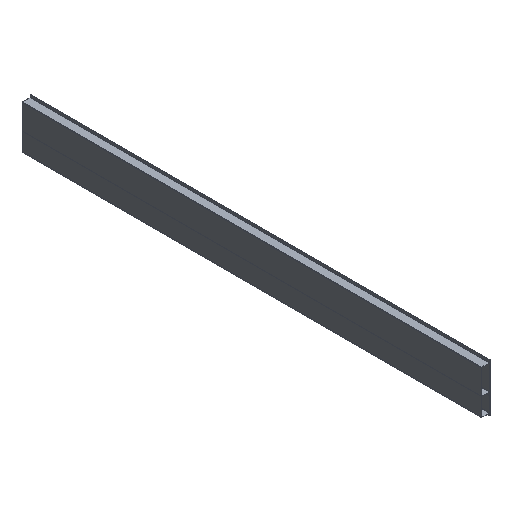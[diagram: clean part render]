
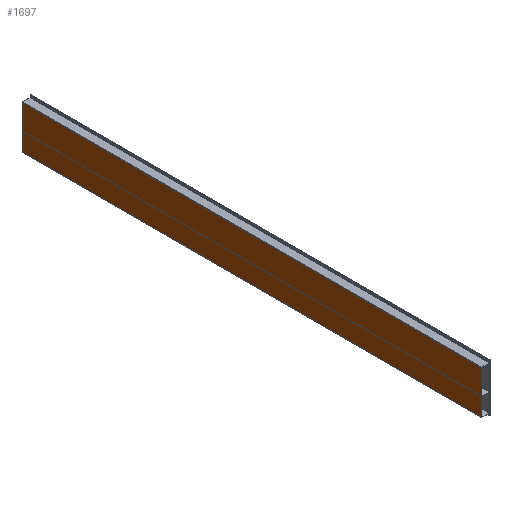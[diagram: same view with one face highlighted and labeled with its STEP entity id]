
A CAD part, isometric view. The second image highlights one B-rep face of the part: STEP entity #1697.
In plain terms, the highlighted face is planar.
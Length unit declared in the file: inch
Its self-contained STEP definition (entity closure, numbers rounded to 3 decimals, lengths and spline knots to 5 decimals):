
#71 = VERTEX_POINT ( 'NONE', #772 ) ;
#225 = VECTOR ( 'NONE', #879, 39.37008 ) ;
#262 = VECTOR ( 'NONE', #985, 39.37008 ) ;
#419 = LINE ( 'NONE', #1270, #2037 ) ;
#456 = CARTESIAN_POINT ( 'NONE',  ( 3.66142, 1.41732, 39.37008 ) ) ;
#566 = DIRECTION ( 'NONE',  ( 0., 0., -1. ) ) ;
#586 = EDGE_CURVE ( 'NONE', #71, #1545, #700, .T. ) ;
#604 = VERTEX_POINT ( 'NONE', #1089 ) ;
#696 = EDGE_CURVE ( 'NONE', #850, #604, #1430, .T. ) ;
#700 = LINE ( 'NONE', #1152, #262 ) ;
#708 = CARTESIAN_POINT ( 'NONE',  ( -3.74016, 1.41732, 39.37008 ) ) ;
#725 = CARTESIAN_POINT ( 'NONE',  ( -3.66142, 1.41732, 39.37008 ) ) ;
#729 = ORIENTED_EDGE ( 'NONE', *, *, #586, .T. ) ;
#744 = ORIENTED_EDGE ( 'NONE', *, *, #1012, .T. ) ;
#770 = DIRECTION ( 'NONE',  ( 0., 1., 0. ) ) ;
#772 = CARTESIAN_POINT ( 'NONE',  ( -3.66142, 1.41732, -39.37008 ) ) ;
#850 = VERTEX_POINT ( 'NONE', #1066 ) ;
#879 = DIRECTION ( 'NONE',  ( 1., 0., 0. ) ) ;
#897 = FACE_OUTER_BOUND ( 'NONE', #1069, .T. ) ;
#943 = ORIENTED_EDGE ( 'NONE', *, *, #1479, .T. ) ;
#985 = DIRECTION ( 'NONE',  ( 0., 0., 1. ) ) ;
#1012 = EDGE_CURVE ( 'NONE', #604, #71, #419, .T. ) ;
#1066 = CARTESIAN_POINT ( 'NONE',  ( 3.66142, 1.41732, 39.37008 ) ) ;
#1069 = EDGE_LOOP ( 'NONE', ( #943, #1385, #744, #729 ) ) ;
#1089 = CARTESIAN_POINT ( 'NONE',  ( 3.66142, 1.41732, -39.37008 ) ) ;
#1097 = AXIS2_PLACEMENT_3D ( 'NONE', #1712, #770, #1845 ) ;
#1138 = DIRECTION ( 'NONE',  ( -1., 0., 0. ) ) ;
#1152 = CARTESIAN_POINT ( 'NONE',  ( -3.66142, 1.41732, 39.37008 ) ) ;
#1270 = CARTESIAN_POINT ( 'NONE',  ( -3.74016, 1.41732, -39.37008 ) ) ;
#1385 = ORIENTED_EDGE ( 'NONE', *, *, #696, .T. ) ;
#1430 = LINE ( 'NONE', #456, #1695 ) ;
#1479 = EDGE_CURVE ( 'NONE', #1545, #850, #1526, .T. ) ;
#1526 = LINE ( 'NONE', #708, #225 ) ;
#1545 = VERTEX_POINT ( 'NONE', #725 ) ;
#1693 = PLANE ( 'NONE',  #1097 ) ;
#1695 = VECTOR ( 'NONE', #566, 39.37008 ) ;
#1697 = ADVANCED_FACE ( 'NONE', ( #897 ), #1693, .T. ) ;
#1712 = CARTESIAN_POINT ( 'NONE',  ( -3.74016, 1.41732, 39.37008 ) ) ;
#1845 = DIRECTION ( 'NONE',  ( 0., 0., 1. ) ) ;
#2037 = VECTOR ( 'NONE', #1138, 39.37008 ) ;
